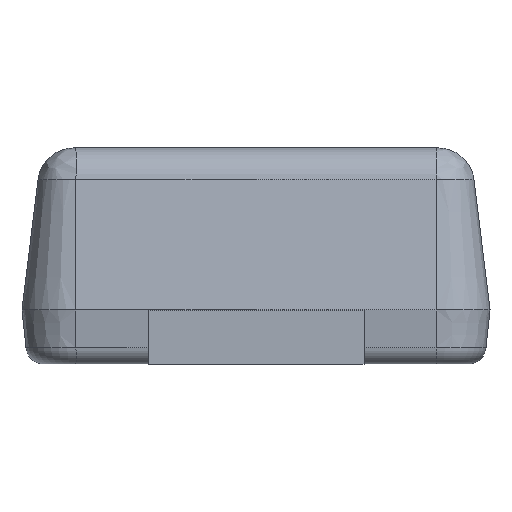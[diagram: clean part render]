
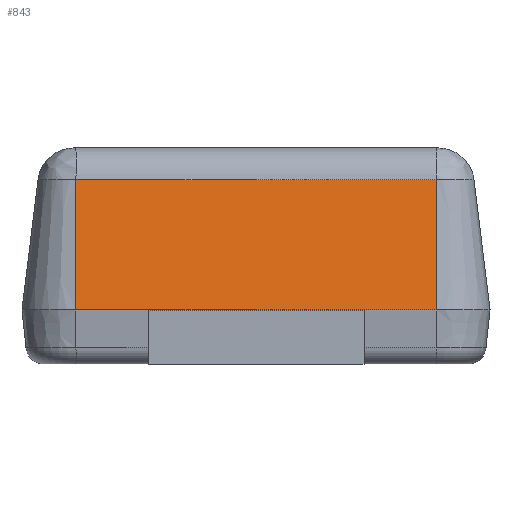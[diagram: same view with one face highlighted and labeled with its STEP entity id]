
A CAD part, left-side view. The second image highlights one B-rep face of the part: STEP entity #843.
In plain terms, the highlighted planar face has unit normal (-0.993, 0, 0.122).
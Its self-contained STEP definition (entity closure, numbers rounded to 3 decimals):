
#121=FACE_OUTER_BOUND('',#171,.T.);
#171=EDGE_LOOP('',(#710,#711,#712,#713));
#244=LINE('',#1446,#320);
#247=LINE('',#1463,#323);
#248=LINE('',#1465,#324);
#249=LINE('',#1466,#325);
#320=VECTOR('',#1166,1.);
#323=VECTOR('',#1177,0.365);
#324=VECTOR('',#1178,1.);
#325=VECTOR('',#1179,0.365);
#395=VERTEX_POINT('',#1393);
#402=VERTEX_POINT('',#1440);
#403=VERTEX_POINT('',#1444);
#405=VERTEX_POINT('',#1464);
#508=EDGE_CURVE('',#403,#402,#244,.T.);
#513=EDGE_CURVE('',#395,#403,#247,.T.);
#514=EDGE_CURVE('',#395,#405,#248,.T.);
#515=EDGE_CURVE('',#405,#402,#249,.T.);
#710=ORIENTED_EDGE('',*,*,#508,.F.);
#711=ORIENTED_EDGE('',*,*,#513,.F.);
#712=ORIENTED_EDGE('',*,*,#514,.T.);
#713=ORIENTED_EDGE('',*,*,#515,.T.);
#785=PLANE('',#945);
#843=ADVANCED_FACE('',(#121),#785,.T.);
#945=AXIS2_PLACEMENT_3D('',#1462,#1175,#1176);
#1166=DIRECTION('',(0.,-1.,0.));
#1175=DIRECTION('center_axis',(-0.993,0.,0.122));
#1176=DIRECTION('ref_axis',(0.,-1.,0.));
#1177=DIRECTION('',(0.122,0.,0.993));
#1178=DIRECTION('',(0.,-1.,0.));
#1179=DIRECTION('',(0.122,0.,0.993));
#1393=CARTESIAN_POINT('',(-0.95,0.5,0.));
#1440=CARTESIAN_POINT('',(-0.906,-0.5,0.362));
#1444=CARTESIAN_POINT('',(-0.906,0.5,0.362));
#1446=CARTESIAN_POINT('',(-0.906,-0.25,0.362));
#1462=CARTESIAN_POINT('Origin',(-0.95,-0.5,0.));
#1463=CARTESIAN_POINT('',(-0.95,0.5,0.));
#1464=CARTESIAN_POINT('',(-0.95,-0.5,0.));
#1465=CARTESIAN_POINT('',(-0.95,0.5,0.));
#1466=CARTESIAN_POINT('',(-0.95,-0.5,0.));
